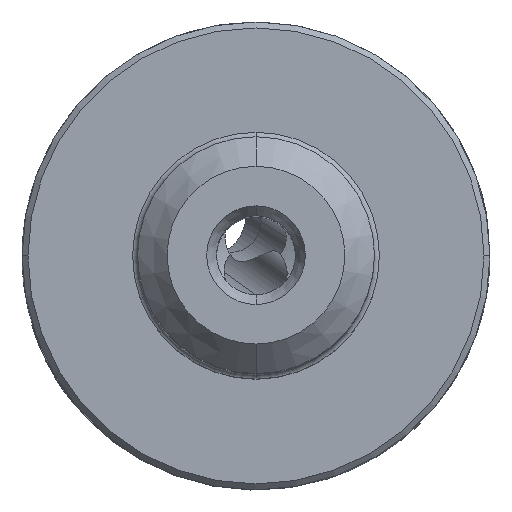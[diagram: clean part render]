
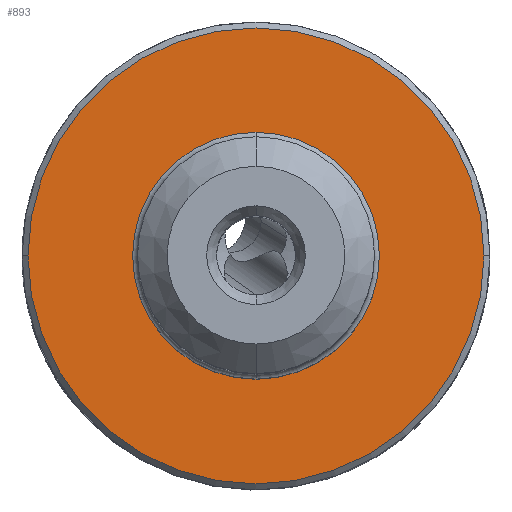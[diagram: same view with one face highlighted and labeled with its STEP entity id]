
A CAD part, top view. The second image highlights one B-rep face of the part: STEP entity #893.
In plain terms, the highlighted planar face has unit normal (0, 0, 1).
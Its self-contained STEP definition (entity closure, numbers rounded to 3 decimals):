
#82=FACE_BOUND('',#1372,.T.);
#83=FACE_BOUND('',#1373,.T.);
#295=PLANE('',#4779);
#893=ADVANCED_FACE('',(#82,#83),#295,.T.);
#1372=EDGE_LOOP('',(#2645,#2646));
#1373=EDGE_LOOP('',(#2647,#2648));
#1612=CIRCLE('',#4771,6.15);
#1615=CIRCLE('',#4775,6.15);
#1616=CIRCLE('',#4777,11.55);
#1617=CIRCLE('',#4778,11.55);
#2645=ORIENTED_EDGE('',*,*,#3975,.T.);
#2646=ORIENTED_EDGE('',*,*,#3976,.T.);
#2647=ORIENTED_EDGE('',*,*,#3974,.F.);
#2648=ORIENTED_EDGE('',*,*,#3971,.F.);
#3368=VERTEX_POINT('',#8706);
#3369=VERTEX_POINT('',#8707);
#3370=VERTEX_POINT('',#8714);
#3371=VERTEX_POINT('',#8715);
#3971=EDGE_CURVE('',#3368,#3369,#1612,.T.);
#3974=EDGE_CURVE('',#3369,#3368,#1615,.T.);
#3975=EDGE_CURVE('',#3370,#3371,#1616,.T.);
#3976=EDGE_CURVE('',#3371,#3370,#1617,.T.);
#4771=AXIS2_PLACEMENT_3D('',#8705,#5757,#5758);
#4775=AXIS2_PLACEMENT_3D('',#8711,#5765,#5766);
#4777=AXIS2_PLACEMENT_3D('',#8713,#5769,#5770);
#4778=AXIS2_PLACEMENT_3D('',#8716,#5771,#5772);
#4779=AXIS2_PLACEMENT_3D('',#8717,#5773,#5774);
#5757=DIRECTION('',(0.,0.,1.));
#5758=DIRECTION('',(0.,1.,0.));
#5765=DIRECTION('',(0.,0.,1.));
#5766=DIRECTION('',(0.,-1.,0.));
#5769=DIRECTION('',(0.,0.,1.));
#5770=DIRECTION('',(-1.,0.,0.));
#5771=DIRECTION('',(0.,0.,1.));
#5772=DIRECTION('',(1.,0.,0.));
#5773=DIRECTION('',(0.,0.,1.));
#5774=DIRECTION('',(0.,1.,0.));
#8705=CARTESIAN_POINT('',(0.,0.,0.));
#8706=CARTESIAN_POINT('',(0.,6.15,0.));
#8707=CARTESIAN_POINT('',(0.,-6.15,0.));
#8711=CARTESIAN_POINT('',(0.,0.,0.));
#8713=CARTESIAN_POINT('',(0.,0.,0.));
#8714=CARTESIAN_POINT('',(-11.55,0.,0.));
#8715=CARTESIAN_POINT('',(11.55,0.,0.));
#8716=CARTESIAN_POINT('',(0.,0.,0.));
#8717=CARTESIAN_POINT('',(0.,0.,0.));
